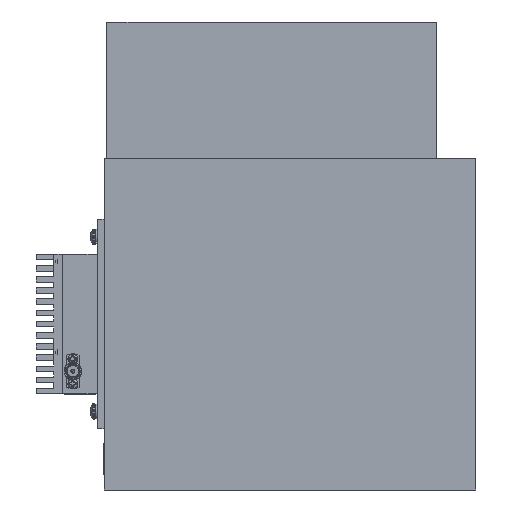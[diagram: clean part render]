
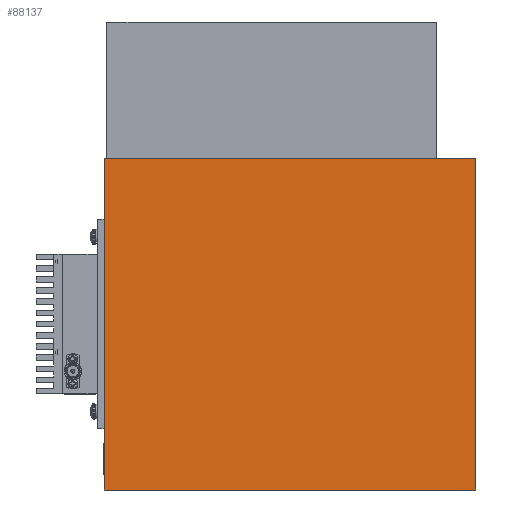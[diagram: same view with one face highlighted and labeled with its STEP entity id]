
A CAD part, left-side view. The second image highlights one B-rep face of the part: STEP entity #88137.
In plain terms, the highlighted planar face has unit normal (-1, 0, 0).
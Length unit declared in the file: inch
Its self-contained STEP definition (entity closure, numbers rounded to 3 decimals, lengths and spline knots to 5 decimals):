
#1172 = VERTEX_POINT ( 'NONE', #1801 ) ;
#1801 = CARTESIAN_POINT ( 'NONE',  ( -2.46, 0., -2.375 ) ) ;
#2374 = AXIS2_PLACEMENT_3D ( 'NONE', #29997, #44912, #67811 ) ;
#5173 = VECTOR ( 'NONE', #15181, 39.37008 ) ;
#13902 = CARTESIAN_POINT ( 'NONE',  ( -2.46, 5.32, -2.375 ) ) ;
#15181 = DIRECTION ( 'NONE',  ( 0., 0., 1. ) ) ;
#18752 = LINE ( 'NONE', #19697, #21140 ) ;
#19697 = CARTESIAN_POINT ( 'NONE',  ( -2.46, 5.32, 2.375 ) ) ;
#21140 = VECTOR ( 'NONE', #63900, 39.37008 ) ;
#22595 = CARTESIAN_POINT ( 'NONE',  ( -2.46, 5.32, 2.375 ) ) ;
#22918 = CARTESIAN_POINT ( 'NONE',  ( -2.46, 5.32, 2.375 ) ) ;
#26035 = DIRECTION ( 'NONE',  ( 0., 0., 1. ) ) ;
#27034 = CARTESIAN_POINT ( 'NONE',  ( -2.46, 0., 2.375 ) ) ;
#27283 = ORIENTED_EDGE ( 'NONE', *, *, #32245, .T. ) ;
#28685 = EDGE_CURVE ( 'NONE', #96869, #45168, #18752, .T. ) ;
#29997 = CARTESIAN_POINT ( 'NONE',  ( -2.46, 5.32, 2.375 ) ) ;
#32245 = EDGE_CURVE ( 'NONE', #1172, #45168, #86236, .T. ) ;
#37676 = DIRECTION ( 'NONE',  ( 0., -1., 0. ) ) ;
#44432 = FACE_OUTER_BOUND ( 'NONE', #70183, .T. ) ;
#44912 = DIRECTION ( 'NONE',  ( 1., 0., 0. ) ) ;
#45168 = VERTEX_POINT ( 'NONE', #27034 ) ;
#49301 = CARTESIAN_POINT ( 'NONE',  ( -2.46, 0., 2.375 ) ) ;
#56337 = VECTOR ( 'NONE', #37676, 39.37008 ) ;
#58981 = EDGE_CURVE ( 'NONE', #84929, #96869, #89778, .T. ) ;
#63900 = DIRECTION ( 'NONE',  ( 0., -1., 0. ) ) ;
#67811 = DIRECTION ( 'NONE',  ( 0., 0., -1. ) ) ;
#70183 = EDGE_LOOP ( 'NONE', ( #27283, #72965, #92831, #76700 ) ) ;
#72965 = ORIENTED_EDGE ( 'NONE', *, *, #28685, .F. ) ;
#76700 = ORIENTED_EDGE ( 'NONE', *, *, #92660, .T. ) ;
#82043 = LINE ( 'NONE', #13902, #56337 ) ;
#84929 = VERTEX_POINT ( 'NONE', #97858 ) ;
#86236 = LINE ( 'NONE', #49301, #94101 ) ;
#88137 = ADVANCED_FACE ( 'NONE', ( #44432 ), #91741, .F. ) ;
#89778 = LINE ( 'NONE', #22595, #5173 ) ;
#91741 = PLANE ( 'NONE',  #2374 ) ;
#92660 = EDGE_CURVE ( 'NONE', #84929, #1172, #82043, .T. ) ;
#92831 = ORIENTED_EDGE ( 'NONE', *, *, #58981, .F. ) ;
#94101 = VECTOR ( 'NONE', #26035, 39.37008 ) ;
#96869 = VERTEX_POINT ( 'NONE', #22918 ) ;
#97858 = CARTESIAN_POINT ( 'NONE',  ( -2.46, 5.32, -2.375 ) ) ;
